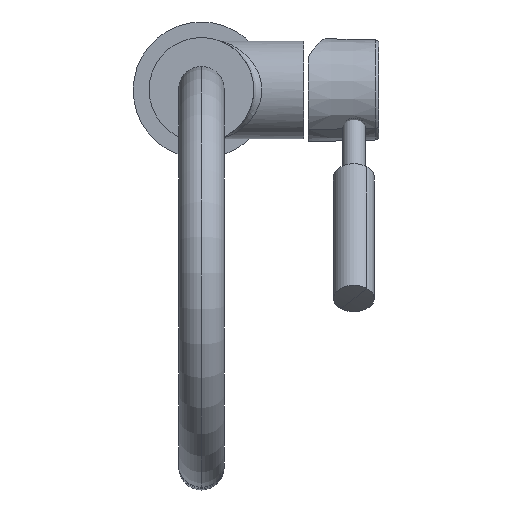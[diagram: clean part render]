
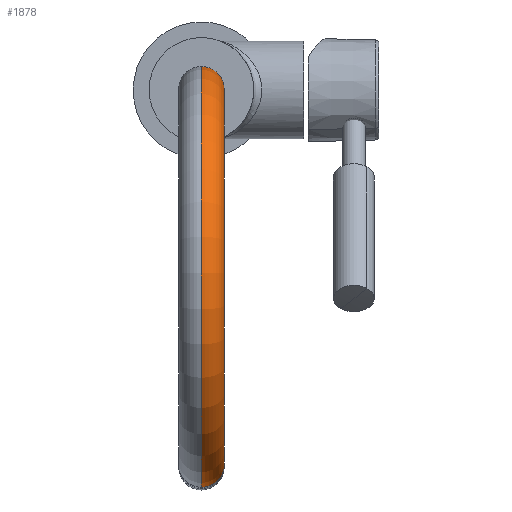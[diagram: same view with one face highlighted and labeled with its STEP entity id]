
A CAD part, top view. The second image highlights one B-rep face of the part: STEP entity #1878.
In plain terms, the highlighted toroidal (fillet/blend) face has major radius 82.5 mm and minor radius 10 mm.
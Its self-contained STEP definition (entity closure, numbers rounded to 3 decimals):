
#26 = CARTESIAN_POINT ( 'NONE',  ( 82.5, 112.5, 0. ) ) ;
#72 = DIRECTION ( 'NONE',  ( 0., 0., -1. ) ) ;
#131 = AXIS2_PLACEMENT_3D ( 'NONE', #1917, #1725, #1400 ) ;
#187 = VERTEX_POINT ( 'NONE', #1691 ) ;
#391 = VERTEX_POINT ( 'NONE', #2434 ) ;
#521 = CARTESIAN_POINT ( 'NONE',  ( 174.944, 115.728, 0. ) ) ;
#635 = CARTESIAN_POINT ( 'NONE',  ( 82.5, 112.5, 0. ) ) ;
#694 = EDGE_CURVE ( 'NONE', #187, #391, #1785, .T. ) ;
#776 = ORIENTED_EDGE ( 'NONE', *, *, #1146, .T. ) ;
#859 = DIRECTION ( 'NONE',  ( -1., 0., 0. ) ) ;
#887 = EDGE_CURVE ( 'NONE', #391, #1936, #2319, .T. ) ;
#952 = CIRCLE ( 'NONE', #131, 10. ) ;
#1114 = DIRECTION ( 'NONE',  ( 0.035, -0.999, 0. ) ) ;
#1146 = EDGE_CURVE ( 'NONE', #187, #1402, #952, .T. ) ;
#1164 = AXIS2_PLACEMENT_3D ( 'NONE', #1198, #2186, #1569 ) ;
#1195 = EDGE_CURVE ( 'NONE', #1402, #1936, #2540, .T. ) ;
#1198 = CARTESIAN_POINT ( 'NONE',  ( 82.5, 112.5, 0. ) ) ;
#1378 = TOROIDAL_SURFACE ( 'NONE', #1867, 82.5, 10. ) ;
#1400 = DIRECTION ( 'NONE',  ( 0., 0., 1. ) ) ;
#1402 = VERTEX_POINT ( 'NONE', #1445 ) ;
#1445 = CARTESIAN_POINT ( 'NONE',  ( -10., 112.5, 0. ) ) ;
#1547 = ORIENTED_EDGE ( 'NONE', *, *, #694, .F. ) ;
#1569 = DIRECTION ( 'NONE',  ( -1., 0., 0. ) ) ;
#1604 = DIRECTION ( 'NONE',  ( -1., 0., 0. ) ) ;
#1691 = CARTESIAN_POINT ( 'NONE',  ( 10., 112.5, 0. ) ) ;
#1725 = DIRECTION ( 'NONE',  ( 0., 1., 0. ) ) ;
#1761 = DIRECTION ( 'NONE',  ( 0., 0., -1. ) ) ;
#1785 = CIRCLE ( 'NONE', #1164, 72.5 ) ;
#1843 = FACE_OUTER_BOUND ( 'NONE', #2145, .T. ) ;
#1867 = AXIS2_PLACEMENT_3D ( 'NONE', #635, #72, #859 ) ;
#1878 = ADVANCED_FACE ( 'NONE', ( #1843 ), #1378, .T. ) ;
#1917 = CARTESIAN_POINT ( 'NONE',  ( 0., 112.5, 0. ) ) ;
#1936 = VERTEX_POINT ( 'NONE', #521 ) ;
#2070 = ORIENTED_EDGE ( 'NONE', *, *, #887, .F. ) ;
#2071 = AXIS2_PLACEMENT_3D ( 'NONE', #2099, #1114, #2514 ) ;
#2099 = CARTESIAN_POINT ( 'NONE',  ( 164.95, 115.379, 0. ) ) ;
#2145 = EDGE_LOOP ( 'NONE', ( #776, #2174, #2070, #1547 ) ) ;
#2174 = ORIENTED_EDGE ( 'NONE', *, *, #1195, .T. ) ;
#2186 = DIRECTION ( 'NONE',  ( 0., 0., -1. ) ) ;
#2319 = CIRCLE ( 'NONE', #2071, 10. ) ;
#2366 = AXIS2_PLACEMENT_3D ( 'NONE', #26, #1761, #1604 ) ;
#2434 = CARTESIAN_POINT ( 'NONE',  ( 154.956, 115.03, 0. ) ) ;
#2514 = DIRECTION ( 'NONE',  ( 0., 0., 1. ) ) ;
#2540 = CIRCLE ( 'NONE', #2366, 92.5 ) ;
